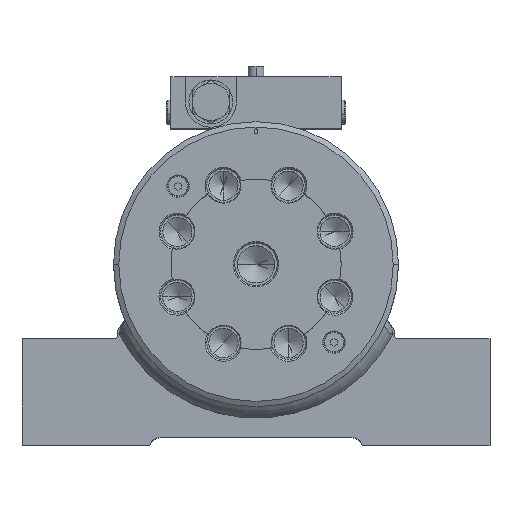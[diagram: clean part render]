
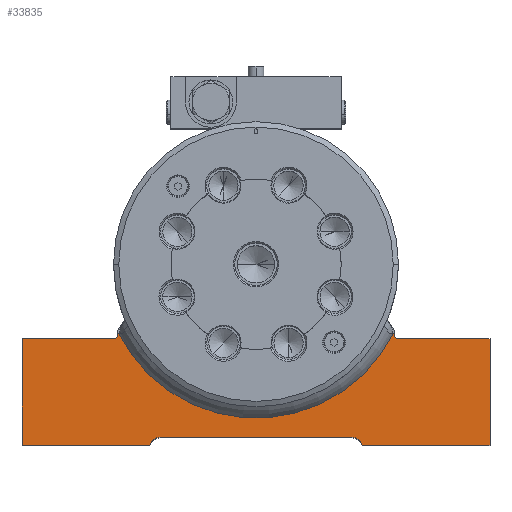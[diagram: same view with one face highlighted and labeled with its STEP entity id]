
A CAD part, top view. The second image highlights one B-rep face of the part: STEP entity #33835.
In plain terms, the highlighted planar face has unit normal (0, 0, 1).
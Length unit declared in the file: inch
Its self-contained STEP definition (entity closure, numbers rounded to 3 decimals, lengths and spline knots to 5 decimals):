
#788 = DIRECTION ( 'NONE',  ( -1., 0., 0. ) ) ;
#2482 = AXIS2_PLACEMENT_3D ( 'NONE', #22112, #68415, #5683 ) ;
#2517 = CARTESIAN_POINT ( 'NONE',  ( 3.25, 0., -1.125 ) ) ;
#2547 = LINE ( 'NONE', #81949, #66149 ) ;
#2873 = DIRECTION ( 'NONE',  ( 1., 0., 0. ) ) ;
#3940 = CARTESIAN_POINT ( 'NONE',  ( -5.5, -1.625, -1.125 ) ) ;
#5231 = AXIS2_PLACEMENT_3D ( 'NONE', #50912, #51239, #57530 ) ;
#5683 = DIRECTION ( 'NONE',  ( 1., 0., 0. ) ) ;
#6142 = CIRCLE ( 'NONE', #32996, 0.25 ) ;
#6751 = AXIS2_PLACEMENT_3D ( 'NONE', #80223, #88315, #788 ) ;
#7569 = CARTESIAN_POINT ( 'NONE',  ( -2.25, -4.3125, -1.125 ) ) ;
#7767 = VECTOR ( 'NONE', #45090, 39.37008 ) ;
#7790 = DIRECTION ( 'NONE',  ( -1., 0., 0. ) ) ;
#8224 = CARTESIAN_POINT ( 'NONE',  ( 2.81458, -1.625, -1.125 ) ) ;
#8954 = CARTESIAN_POINT ( 'NONE',  ( -5.5, -4.25, -1.125 ) ) ;
#8974 = CARTESIAN_POINT ( 'NONE',  ( 5.75, -1.75, -1.125 ) ) ;
#10252 = CARTESIAN_POINT ( 'NONE',  ( 0., 0., -1.125 ) ) ;
#10384 = CARTESIAN_POINT ( 'NONE',  ( -2.81458, -1.625, -1.125 ) ) ;
#10646 = LINE ( 'NONE', #40122, #70404 ) ;
#10886 = DIRECTION ( 'NONE',  ( 0., 1., 0. ) ) ;
#11455 = EDGE_CURVE ( 'NONE', #47486, #83459, #31362, .T. ) ;
#11747 = VECTOR ( 'NONE', #20867, 39.37008 ) ;
#12822 = CARTESIAN_POINT ( 'NONE',  ( 2.81458, -1.625, -1.125 ) ) ;
#13330 = CARTESIAN_POINT ( 'NONE',  ( 0., -1.75, -1.125 ) ) ;
#13977 = ORIENTED_EDGE ( 'NONE', *, *, #11455, .F. ) ;
#15531 = CARTESIAN_POINT ( 'NONE',  ( -2.25, -4.0625, -1.125 ) ) ;
#16040 = LINE ( 'NONE', #8974, #58376 ) ;
#17461 = AXIS2_PLACEMENT_3D ( 'NONE', #63280, #55607, #79329 ) ;
#20646 = ORIENTED_EDGE ( 'NONE', *, *, #28374, .F. ) ;
#20867 = DIRECTION ( 'NONE',  ( -1., 0., 0. ) ) ;
#22112 = CARTESIAN_POINT ( 'NONE',  ( 0., 0., -1.125 ) ) ;
#22704 = VERTEX_POINT ( 'NONE', #32616 ) ;
#23752 = LINE ( 'NONE', #77843, #68598 ) ;
#24405 = ORIENTED_EDGE ( 'NONE', *, *, #53427, .F. ) ;
#25514 = CARTESIAN_POINT ( 'NONE',  ( 5.5, -4.25, -1.125 ) ) ;
#25965 = DIRECTION ( 'NONE',  ( 0., 0., 1. ) ) ;
#26020 = ORIENTED_EDGE ( 'NONE', *, *, #42986, .F. ) ;
#28374 = EDGE_CURVE ( 'NONE', #83459, #62518, #16040, .T. ) ;
#31362 = CIRCLE ( 'NONE', #17461, 0.094 ) ;
#32616 = CARTESIAN_POINT ( 'NONE',  ( 2.25, -4.0625, -1.125 ) ) ;
#32813 = DIRECTION ( 'NONE',  ( 1., 0., 0. ) ) ;
#32996 = AXIS2_PLACEMENT_3D ( 'NONE', #7569, #102720, #63286 ) ;
#33743 = VERTEX_POINT ( 'NONE', #64922 ) ;
#33835 = ADVANCED_FACE ( 'NONE', ( #88270 ), #48906, .T. ) ;
#34405 = VERTEX_POINT ( 'NONE', #57464 ) ;
#35172 = LINE ( 'NONE', #100877, #7767 ) ;
#37109 = VERTEX_POINT ( 'NONE', #10384 ) ;
#38325 = DIRECTION ( 'NONE',  ( 0., 1., 0. ) ) ;
#38893 = VECTOR ( 'NONE', #58929, 39.37008 ) ;
#39164 = VERTEX_POINT ( 'NONE', #55521 ) ;
#39357 = LINE ( 'NONE', #87091, #93007 ) ;
#40122 = CARTESIAN_POINT ( 'NONE',  ( -2.25, -4.0625, -1.125 ) ) ;
#42271 = ORIENTED_EDGE ( 'NONE', *, *, #98186, .T. ) ;
#42743 = ORIENTED_EDGE ( 'NONE', *, *, #94878, .F. ) ;
#42986 = EDGE_CURVE ( 'NONE', #61522, #33743, #23752, .T. ) ;
#43032 = VERTEX_POINT ( 'NONE', #72235 ) ;
#44004 = DIRECTION ( 'NONE',  ( -1., 0., 0. ) ) ;
#45090 = DIRECTION ( 'NONE',  ( -1., 0., 0. ) ) ;
#47090 = ORIENTED_EDGE ( 'NONE', *, *, #72530, .T. ) ;
#47371 = CARTESIAN_POINT ( 'NONE',  ( -3.25, -1.625, -1.125 ) ) ;
#47486 = VERTEX_POINT ( 'NONE', #79670 ) ;
#47624 = ORIENTED_EDGE ( 'NONE', *, *, #75345, .F. ) ;
#48906 = PLANE ( 'NONE',  #74547 ) ;
#50340 = ORIENTED_EDGE ( 'NONE', *, *, #81944, .T. ) ;
#50912 = CARTESIAN_POINT ( 'NONE',  ( -3.344, -1.656, -1.125 ) ) ;
#51239 = DIRECTION ( 'NONE',  ( 0., 0., 1. ) ) ;
#51503 = ORIENTED_EDGE ( 'NONE', *, *, #100102, .T. ) ;
#52442 = CIRCLE ( 'NONE', #6751, 0.25 ) ;
#53427 = EDGE_CURVE ( 'NONE', #43032, #60224, #39357, .T. ) ;
#54352 = VERTEX_POINT ( 'NONE', #63445 ) ;
#54463 = CIRCLE ( 'NONE', #5231, 0.094 ) ;
#54593 = EDGE_CURVE ( 'NONE', #61522, #62518, #2547, .T. ) ;
#55521 = CARTESIAN_POINT ( 'NONE',  ( -3.344, -1.75, -1.125 ) ) ;
#55607 = DIRECTION ( 'NONE',  ( 0., 0., 1. ) ) ;
#55612 = ORIENTED_EDGE ( 'NONE', *, *, #85915, .F. ) ;
#55656 = EDGE_CURVE ( 'NONE', #39164, #43032, #54463, .T. ) ;
#57292 = CARTESIAN_POINT ( 'NONE',  ( 5.5, -1.75, -1.125 ) ) ;
#57464 = CARTESIAN_POINT ( 'NONE',  ( -5.5, -1.75, -1.125 ) ) ;
#57530 = DIRECTION ( 'NONE',  ( -1., 0., 0. ) ) ;
#58376 = VECTOR ( 'NONE', #73077, 39.37008 ) ;
#58929 = DIRECTION ( 'NONE',  ( 0., -1., 0. ) ) ;
#60224 = VERTEX_POINT ( 'NONE', #47371 ) ;
#61522 = VERTEX_POINT ( 'NONE', #25514 ) ;
#62518 = VERTEX_POINT ( 'NONE', #57292 ) ;
#62589 = VECTOR ( 'NONE', #69046, 39.37008 ) ;
#63280 = CARTESIAN_POINT ( 'NONE',  ( 3.344, -1.656, -1.125 ) ) ;
#63286 = DIRECTION ( 'NONE',  ( 1., 0., 0. ) ) ;
#63445 = CARTESIAN_POINT ( 'NONE',  ( 3.25, -1.625, -1.125 ) ) ;
#63806 = ORIENTED_EDGE ( 'NONE', *, *, #55656, .F. ) ;
#64763 = VECTOR ( 'NONE', #44004, 39.37008 ) ;
#64922 = CARTESIAN_POINT ( 'NONE',  ( 2.49206, -4.25, -1.125 ) ) ;
#64957 = EDGE_CURVE ( 'NONE', #69224, #37109, #101610, .T. ) ;
#66149 = VECTOR ( 'NONE', #10886, 39.37008 ) ;
#66449 = CARTESIAN_POINT ( 'NONE',  ( -5.5, -4.4375, -1.125 ) ) ;
#68415 = DIRECTION ( 'NONE',  ( 0., 0., -1. ) ) ;
#68598 = VECTOR ( 'NONE', #7790, 39.37008 ) ;
#69046 = DIRECTION ( 'NONE',  ( 1., 0., 0. ) ) ;
#69224 = VERTEX_POINT ( 'NONE', #8224 ) ;
#70404 = VECTOR ( 'NONE', #32813, 39.37008 ) ;
#70599 = ORIENTED_EDGE ( 'NONE', *, *, #97121, .T. ) ;
#70695 = VECTOR ( 'NONE', #89875, 39.37008 ) ;
#72235 = CARTESIAN_POINT ( 'NONE',  ( -3.25, -1.656, -1.125 ) ) ;
#72530 = EDGE_CURVE ( 'NONE', #22704, #33743, #52442, .T. ) ;
#73044 = CARTESIAN_POINT ( 'NONE',  ( -2.49206, -4.25, -1.125 ) ) ;
#73077 = DIRECTION ( 'NONE',  ( 1., 0., 0. ) ) ;
#74547 = AXIS2_PLACEMENT_3D ( 'NONE', #10252, #25965, #2873 ) ;
#75345 = EDGE_CURVE ( 'NONE', #34405, #39164, #78817, .T. ) ;
#75610 = CARTESIAN_POINT ( 'NONE',  ( 3.344, -1.75, -1.125 ) ) ;
#77843 = CARTESIAN_POINT ( 'NONE',  ( 0., -4.25, -1.125 ) ) ;
#78817 = LINE ( 'NONE', #13330, #62589 ) ;
#79329 = DIRECTION ( 'NONE',  ( -1., 0., 0. ) ) ;
#79670 = CARTESIAN_POINT ( 'NONE',  ( 3.25, -1.656, -1.125 ) ) ;
#79773 = LINE ( 'NONE', #3940, #64763 ) ;
#80223 = CARTESIAN_POINT ( 'NONE',  ( 2.25, -4.3125, -1.125 ) ) ;
#81944 = EDGE_CURVE ( 'NONE', #95780, #96445, #6142, .T. ) ;
#81949 = CARTESIAN_POINT ( 'NONE',  ( 5.5, -1.625, -1.125 ) ) ;
#82033 = VERTEX_POINT ( 'NONE', #8954 ) ;
#82800 = ORIENTED_EDGE ( 'NONE', *, *, #87359, .T. ) ;
#83459 = VERTEX_POINT ( 'NONE', #75610 ) ;
#84583 = ORIENTED_EDGE ( 'NONE', *, *, #64957, .T. ) ;
#85915 = EDGE_CURVE ( 'NONE', #95780, #82033, #35172, .T. ) ;
#86279 = LINE ( 'NONE', #2517, #38893 ) ;
#87091 = CARTESIAN_POINT ( 'NONE',  ( -3.25, -1., -1.125 ) ) ;
#87359 = EDGE_CURVE ( 'NONE', #34405, #82033, #94465, .T. ) ;
#88270 = FACE_OUTER_BOUND ( 'NONE', #90313, .T. ) ;
#88315 = DIRECTION ( 'NONE',  ( 0., 0., -1. ) ) ;
#89058 = LINE ( 'NONE', #12822, #11747 ) ;
#89875 = DIRECTION ( 'NONE',  ( 0., -1., 0. ) ) ;
#90313 = EDGE_LOOP ( 'NONE', ( #24405, #63806, #47624, #82800, #55612, #50340, #70599, #47090, #26020, #92093, #20646, #13977, #42743, #51503, #84583, #42271 ) ) ;
#92093 = ORIENTED_EDGE ( 'NONE', *, *, #54593, .T. ) ;
#93007 = VECTOR ( 'NONE', #38325, 39.37008 ) ;
#94465 = LINE ( 'NONE', #66449, #70695 ) ;
#94878 = EDGE_CURVE ( 'NONE', #54352, #47486, #86279, .T. ) ;
#95780 = VERTEX_POINT ( 'NONE', #73044 ) ;
#96445 = VERTEX_POINT ( 'NONE', #15531 ) ;
#97121 = EDGE_CURVE ( 'NONE', #96445, #22704, #10646, .T. ) ;
#98186 = EDGE_CURVE ( 'NONE', #37109, #60224, #79773, .T. ) ;
#100102 = EDGE_CURVE ( 'NONE', #54352, #69224, #89058, .T. ) ;
#100877 = CARTESIAN_POINT ( 'NONE',  ( 0., -4.25, -1.125 ) ) ;
#101610 = CIRCLE ( 'NONE', #2482, 3.25 ) ;
#102720 = DIRECTION ( 'NONE',  ( 0., 0., -1. ) ) ;
